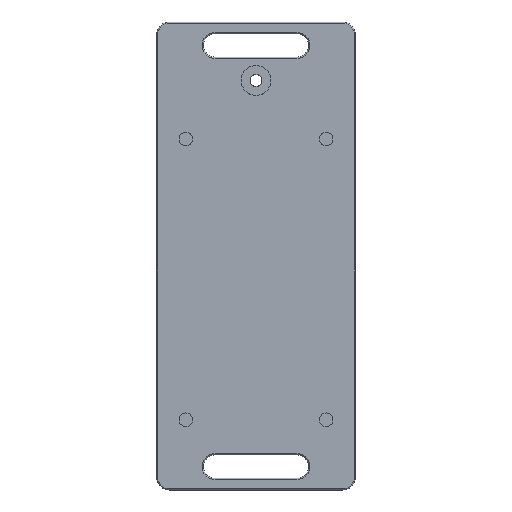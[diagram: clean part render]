
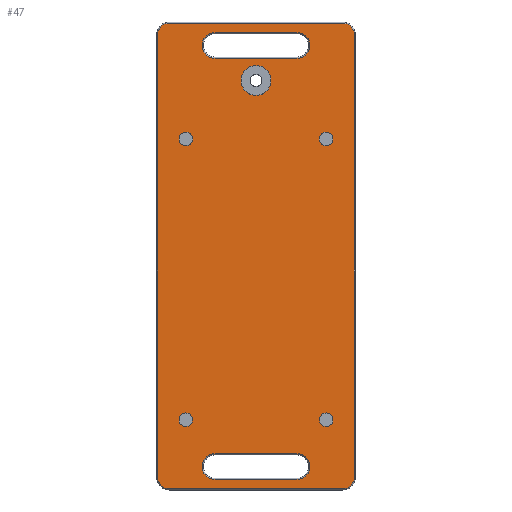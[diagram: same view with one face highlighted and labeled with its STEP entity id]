
A CAD part, top view. The second image highlights one B-rep face of the part: STEP entity #47.
In plain terms, the highlighted planar face has unit normal (0, 0, 1).
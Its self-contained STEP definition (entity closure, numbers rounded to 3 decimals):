
#47=ADVANCED_FACE('',(#112,#113,#114,#115,#116,#117,#118,#119),#120,.T.);
#112=FACE_BOUND('',#254,.T.);
#113=FACE_BOUND('',#255,.T.);
#114=FACE_BOUND('',#256,.T.);
#115=FACE_BOUND('',#257,.T.);
#116=FACE_BOUND('',#258,.T.);
#117=FACE_BOUND('',#259,.T.);
#118=FACE_OUTER_BOUND('',#260,.T.);
#119=FACE_BOUND('',#261,.T.);
#120=PLANE('',#262);
#254=EDGE_LOOP('',(#398));
#255=EDGE_LOOP('',(#399));
#256=EDGE_LOOP('',(#400));
#257=EDGE_LOOP('',(#401));
#258=EDGE_LOOP('',(#402));
#259=EDGE_LOOP('',(#403,#404,#405,#406));
#260=EDGE_LOOP('',(#407,#408,#409,#410,#411,#412,#413,#414));
#261=EDGE_LOOP('',(#415,#416,#417,#418));
#262=AXIS2_PLACEMENT_3D('',#419,#420,#421);
#398=ORIENTED_EDGE('',*,*,#830,.F.);
#399=ORIENTED_EDGE('',*,*,#831,.F.);
#400=ORIENTED_EDGE('',*,*,#832,.F.);
#401=ORIENTED_EDGE('',*,*,#833,.T.);
#402=ORIENTED_EDGE('',*,*,#834,.F.);
#403=ORIENTED_EDGE('',*,*,#835,.T.);
#404=ORIENTED_EDGE('',*,*,#836,.T.);
#405=ORIENTED_EDGE('',*,*,#837,.T.);
#406=ORIENTED_EDGE('',*,*,#838,.T.);
#407=ORIENTED_EDGE('',*,*,#839,.T.);
#408=ORIENTED_EDGE('',*,*,#840,.T.);
#409=ORIENTED_EDGE('',*,*,#841,.T.);
#410=ORIENTED_EDGE('',*,*,#842,.T.);
#411=ORIENTED_EDGE('',*,*,#843,.T.);
#412=ORIENTED_EDGE('',*,*,#844,.T.);
#413=ORIENTED_EDGE('',*,*,#845,.T.);
#414=ORIENTED_EDGE('',*,*,#846,.T.);
#415=ORIENTED_EDGE('',*,*,#847,.T.);
#416=ORIENTED_EDGE('',*,*,#848,.T.);
#417=ORIENTED_EDGE('',*,*,#849,.T.);
#418=ORIENTED_EDGE('',*,*,#850,.T.);
#419=CARTESIAN_POINT('',(0.0,-0.0,0.0));
#420=DIRECTION('',(0.0,-0.0,1.0));
#421=DIRECTION('',(1.0,0.0,-0.0));
#830=EDGE_CURVE('',#956,#956,#957,.T.);
#831=EDGE_CURVE('',#958,#958,#959,.T.);
#832=EDGE_CURVE('',#960,#960,#961,.T.);
#833=EDGE_CURVE('',#962,#962,#963,.F.);
#834=EDGE_CURVE('',#964,#964,#965,.T.);
#835=EDGE_CURVE('',#966,#967,#968,.T.);
#836=EDGE_CURVE('',#967,#969,#970,.F.);
#837=EDGE_CURVE('',#969,#971,#972,.T.);
#838=EDGE_CURVE('',#971,#966,#973,.F.);
#839=EDGE_CURVE('',#974,#975,#976,.T.);
#840=EDGE_CURVE('',#975,#977,#978,.T.);
#841=EDGE_CURVE('',#977,#979,#980,.T.);
#842=EDGE_CURVE('',#979,#981,#982,.T.);
#843=EDGE_CURVE('',#981,#983,#984,.T.);
#844=EDGE_CURVE('',#983,#985,#986,.T.);
#845=EDGE_CURVE('',#985,#987,#988,.T.);
#846=EDGE_CURVE('',#987,#974,#989,.T.);
#847=EDGE_CURVE('',#990,#991,#992,.F.);
#848=EDGE_CURVE('',#991,#993,#994,.T.);
#849=EDGE_CURVE('',#993,#995,#996,.F.);
#850=EDGE_CURVE('',#995,#990,#997,.T.);
#956=VERTEX_POINT('',#1158);
#957=CIRCLE('',#1159,2.9);
#958=VERTEX_POINT('',#1160);
#959=CIRCLE('',#1161,2.9);
#960=VERTEX_POINT('',#1162);
#961=CIRCLE('',#1163,2.9);
#962=VERTEX_POINT('',#1164);
#963=CIRCLE('',#1165,6.4);
#964=VERTEX_POINT('',#1166);
#965=CIRCLE('',#1167,2.9);
#966=VERTEX_POINT('',#1168);
#967=VERTEX_POINT('',#1169);
#968=LINE('',#1170,#1171);
#969=VERTEX_POINT('',#1172);
#970=CIRCLE('',#1173,5.5);
#971=VERTEX_POINT('',#1174);
#972=LINE('',#1175,#1176);
#973=CIRCLE('',#1177,5.5);
#974=VERTEX_POINT('',#1178);
#975=VERTEX_POINT('',#1179);
#976=LINE('',#1180,#1181);
#977=VERTEX_POINT('',#1182);
#978=CIRCLE('',#1183,5.0);
#979=VERTEX_POINT('',#1184);
#980=LINE('',#1185,#1186);
#981=VERTEX_POINT('',#1187);
#982=CIRCLE('',#1188,5.0);
#983=VERTEX_POINT('',#1189);
#984=LINE('',#1190,#1191);
#985=VERTEX_POINT('',#1192);
#986=CIRCLE('',#1193,5.0);
#987=VERTEX_POINT('',#1194);
#988=LINE('',#1195,#1196);
#989=CIRCLE('',#1197,5.0);
#990=VERTEX_POINT('',#1198);
#991=VERTEX_POINT('',#1199);
#992=CIRCLE('',#1200,5.5);
#993=VERTEX_POINT('',#1201);
#994=LINE('',#1202,#1203);
#995=VERTEX_POINT('',#1204);
#996=CIRCLE('',#1205,5.5);
#997=LINE('',#1206,#1207);
#1158=CARTESIAN_POINT('',(-36.6,-101.0,0.0));
#1159=AXIS2_PLACEMENT_3D('',#1441,#1442,#1443);
#1160=CARTESIAN_POINT('',(23.4,-101.0,0.0));
#1161=AXIS2_PLACEMENT_3D('',#1444,#1445,#1446);
#1162=CARTESIAN_POINT('',(23.4,19.0,0.0));
#1163=AXIS2_PLACEMENT_3D('',#1447,#1448,#1449);
#1164=CARTESIAN_POINT('',(-3.1,44.0,0.0));
#1165=AXIS2_PLACEMENT_3D('',#1450,#1451,#1452);
#1166=CARTESIAN_POINT('',(-36.6,19.0,0.0));
#1167=AXIS2_PLACEMENT_3D('',#1453,#1454,#1455);
#1168=CARTESIAN_POINT('',(-27.0,-115.5,0.0));
#1169=CARTESIAN_POINT('',(8.,-115.5,0.0));
#1170=CARTESIAN_POINT('',(8.,-115.5,0.0));
#1171=VECTOR('',#1456,1.0);
#1172=CARTESIAN_POINT('',(8.,-126.5,0.0));
#1173=AXIS2_PLACEMENT_3D('',#1457,#1458,#1459);
#1174=CARTESIAN_POINT('',(-27.0,-126.5,0.0));
#1175=CARTESIAN_POINT('',(0.,-126.5,0.0));
#1176=VECTOR('',#1460,1.0);
#1177=AXIS2_PLACEMENT_3D('',#1461,#1462,#1463);
#1178=CARTESIAN_POINT('',(27.5,68.5,0.0));
#1179=CARTESIAN_POINT('',(-46.5,68.5,0.0));
#1180=CARTESIAN_POINT('',(0.,68.5,0.0));
#1181=VECTOR('',#1464,1.0);
#1182=CARTESIAN_POINT('',(-51.5,63.5,0.0));
#1183=AXIS2_PLACEMENT_3D('',#1465,#1466,#1467);
#1184=CARTESIAN_POINT('',(-51.5,-125.5,0.0));
#1185=CARTESIAN_POINT('',(-51.5,0.0,0.0));
#1186=VECTOR('',#1468,1.0);
#1187=CARTESIAN_POINT('',(-46.5,-130.5,0.0));
#1188=AXIS2_PLACEMENT_3D('',#1469,#1470,#1471);
#1189=CARTESIAN_POINT('',(27.5,-130.5,0.0));
#1190=CARTESIAN_POINT('',(0.0,-130.5,0.0));
#1191=VECTOR('',#1472,1.0);
#1192=CARTESIAN_POINT('',(32.5,-125.5,0.0));
#1193=AXIS2_PLACEMENT_3D('',#1473,#1474,#1475);
#1194=CARTESIAN_POINT('',(32.5,63.5,0.0));
#1195=CARTESIAN_POINT('',(32.5,0.,0.0));
#1196=VECTOR('',#1476,1.0);
#1197=AXIS2_PLACEMENT_3D('',#1477,#1478,#1479);
#1198=CARTESIAN_POINT('',(8.,64.5,0.0));
#1199=CARTESIAN_POINT('',(8.,53.5,0.0));
#1200=AXIS2_PLACEMENT_3D('',#1480,#1481,#1482);
#1201=CARTESIAN_POINT('',(-27.0,53.5,0.0));
#1202=CARTESIAN_POINT('',(0.,53.5,0.0));
#1203=VECTOR('',#1483,1.0);
#1204=CARTESIAN_POINT('',(-27.0,64.5,0.0));
#1205=AXIS2_PLACEMENT_3D('',#1484,#1485,#1486);
#1206=CARTESIAN_POINT('',(8.,64.5,0.0));
#1207=VECTOR('',#1487,1.0);
#1441=CARTESIAN_POINT('',(-39.5,-101.0,0.0));
#1442=DIRECTION('',(0.0,0.0,1.0));
#1443=DIRECTION('',(1.0,0.0,0.0));
#1444=CARTESIAN_POINT('',(20.5,-101.0,0.0));
#1445=DIRECTION('',(0.0,0.0,1.0));
#1446=DIRECTION('',(1.0,0.0,0.0));
#1447=CARTESIAN_POINT('',(20.5,19.0,0.0));
#1448=DIRECTION('',(0.0,0.0,1.0));
#1449=DIRECTION('',(1.0,0.0,0.0));
#1450=CARTESIAN_POINT('',(-9.5,44.0,0.0));
#1451=DIRECTION('',(0.0,-0.0,1.0));
#1452=DIRECTION('',(1.0,0.0,-0.0));
#1453=CARTESIAN_POINT('',(-39.5,19.0,0.0));
#1454=DIRECTION('',(0.0,0.0,1.0));
#1455=DIRECTION('',(1.0,0.0,0.0));
#1456=DIRECTION('',(1.0,0.,0.0));
#1457=CARTESIAN_POINT('',(8.,-121.0,0.0));
#1458=DIRECTION('',(0.0,-0.0,1.0));
#1459=DIRECTION('',(1.0,0.0,-0.0));
#1460=DIRECTION('',(-1.0,0.,0.0));
#1461=CARTESIAN_POINT('',(-27.0,-121.0,0.0));
#1462=DIRECTION('',(0.0,-0.0,1.0));
#1463=DIRECTION('',(1.0,0.0,-0.0));
#1464=DIRECTION('',(-1.0,0.,0.0));
#1465=CARTESIAN_POINT('',(-46.5,63.5,0.0));
#1466=DIRECTION('',(0.0,-0.0,1.0));
#1467=DIRECTION('',(1.0,0.0,-0.0));
#1468=DIRECTION('',(0.0,-1.0,0.0));
#1469=CARTESIAN_POINT('',(-46.5,-125.5,0.0));
#1470=DIRECTION('',(0.0,-0.0,1.0));
#1471=DIRECTION('',(1.0,0.0,-0.0));
#1472=DIRECTION('',(1.0,0.0,0.0));
#1473=CARTESIAN_POINT('',(27.5,-125.5,0.0));
#1474=DIRECTION('',(0.0,-0.0,1.0));
#1475=DIRECTION('',(1.0,0.0,-0.0));
#1476=DIRECTION('',(0.,1.0,0.0));
#1477=CARTESIAN_POINT('',(27.5,63.5,0.0));
#1478=DIRECTION('',(0.0,-0.0,1.0));
#1479=DIRECTION('',(1.0,0.0,-0.0));
#1480=CARTESIAN_POINT('',(8.,59.0,0.0));
#1481=DIRECTION('',(0.0,-0.0,1.0));
#1482=DIRECTION('',(1.0,0.0,-0.0));
#1483=DIRECTION('',(-1.0,0.,0.0));
#1484=CARTESIAN_POINT('',(-27.0,59.0,0.0));
#1485=DIRECTION('',(0.0,-0.0,1.0));
#1486=DIRECTION('',(1.0,0.0,-0.0));
#1487=DIRECTION('',(1.0,0.,0.0));
